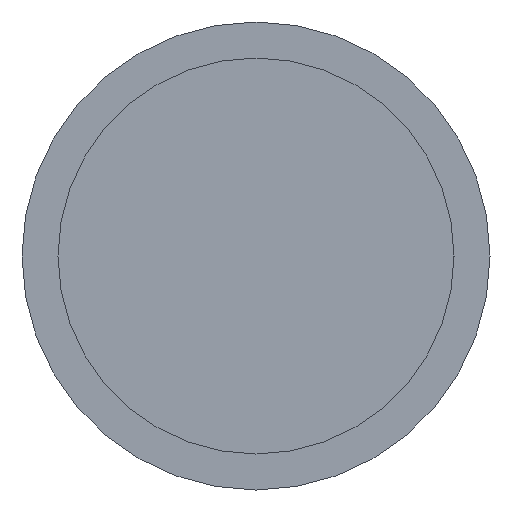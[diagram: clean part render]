
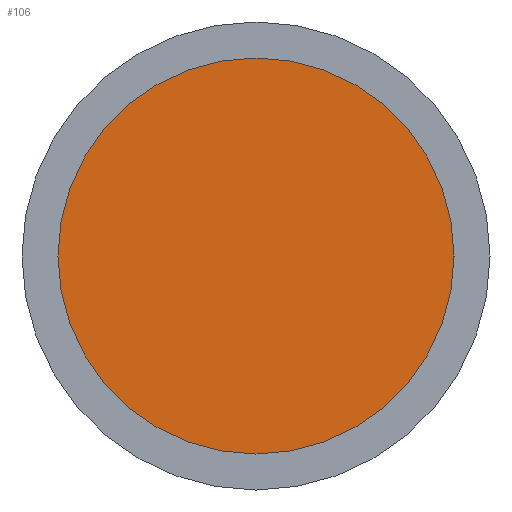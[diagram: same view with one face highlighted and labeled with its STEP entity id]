
A CAD part, left-side view. The second image highlights one B-rep face of the part: STEP entity #106.
In plain terms, the highlighted planar face has unit normal (-1, 0, 0).
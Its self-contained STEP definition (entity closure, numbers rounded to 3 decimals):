
#10 = DIRECTION ( 'NONE',  ( -1., 0., 0. ) ) ;
#15 = CARTESIAN_POINT ( 'NONE',  ( -12.5, 0., 0. ) ) ;
#31 = EDGE_CURVE ( 'NONE', #80, #57, #120, .T. ) ;
#38 = DIRECTION ( 'NONE',  ( 0., 0., 1. ) ) ;
#41 = CARTESIAN_POINT ( 'NONE',  ( -12.5, 0., 0. ) ) ;
#57 = VERTEX_POINT ( 'NONE', #168 ) ;
#62 = DIRECTION ( 'NONE',  ( 0., 0., -1. ) ) ;
#77 = EDGE_CURVE ( 'NONE', #57, #80, #181, .T. ) ;
#80 = VERTEX_POINT ( 'NONE', #325 ) ;
#100 = AXIS2_PLACEMENT_3D ( 'NONE', #41, #324, #126 ) ;
#106 = ADVANCED_FACE ( 'NONE', ( #322 ), #188, .F. ) ;
#120 = CIRCLE ( 'NONE', #100, 2.75 ) ;
#126 = DIRECTION ( 'NONE',  ( 0., 0., 1. ) ) ;
#163 = CARTESIAN_POINT ( 'NONE',  ( -12.5, 0., 0. ) ) ;
#168 = CARTESIAN_POINT ( 'NONE',  ( -12.5, 0., 2.75 ) ) ;
#174 = AXIS2_PLACEMENT_3D ( 'NONE', #15, #10, #38 ) ;
#181 = CIRCLE ( 'NONE', #174, 2.75 ) ;
#188 = PLANE ( 'NONE',  #266 ) ;
#207 = EDGE_LOOP ( 'NONE', ( #314, #310 ) ) ;
#266 = AXIS2_PLACEMENT_3D ( 'NONE', #163, #293, #62 ) ;
#293 = DIRECTION ( 'NONE',  ( 1., 0., 0. ) ) ;
#310 = ORIENTED_EDGE ( 'NONE', *, *, #31, .T. ) ;
#314 = ORIENTED_EDGE ( 'NONE', *, *, #77, .T. ) ;
#322 = FACE_OUTER_BOUND ( 'NONE', #207, .T. ) ;
#324 = DIRECTION ( 'NONE',  ( -1., 0., 0. ) ) ;
#325 = CARTESIAN_POINT ( 'NONE',  ( -12.5, 0., -2.75 ) ) ;
